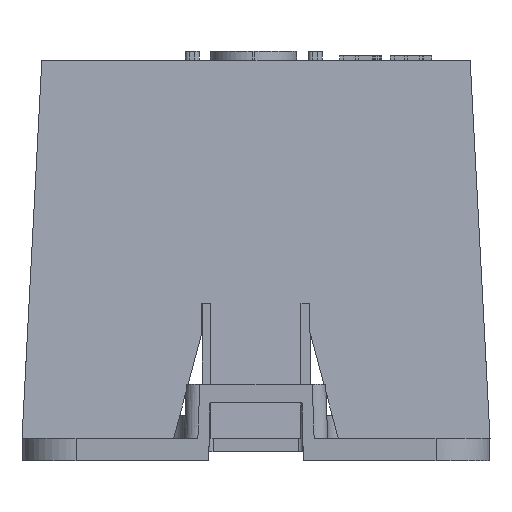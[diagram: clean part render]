
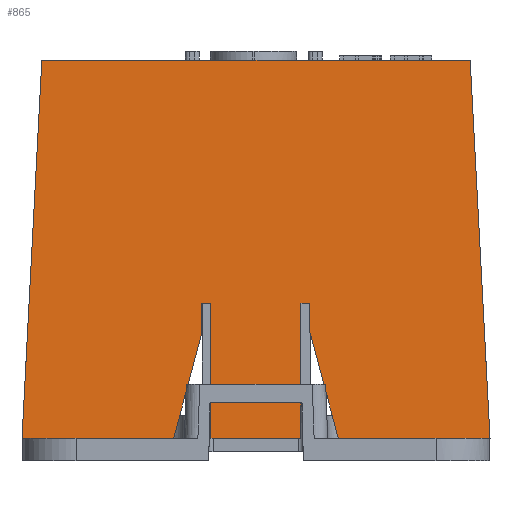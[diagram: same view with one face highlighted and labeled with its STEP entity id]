
A CAD part, left-side view. The second image highlights one B-rep face of the part: STEP entity #865.
In plain terms, the highlighted planar face has unit normal (-0.999, 0, 0.052).
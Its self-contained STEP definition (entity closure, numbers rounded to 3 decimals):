
#865=ADVANCED_FACE('',(#3389),#41882,.T.);
#3389=FACE_OUTER_BOUND('',#5950,.T.);
#5950=EDGE_LOOP('',(#11766,#11767,#11768,#11769,#11770,#11771,#11772,#11773,
#11774,#11775,#11776,#11777,#11778,#11779));
#11766=ORIENTED_EDGE('',*,*,#24184,.T.);
#11767=ORIENTED_EDGE('',*,*,#24193,.T.);
#11768=ORIENTED_EDGE('',*,*,#24192,.T.);
#11769=ORIENTED_EDGE('',*,*,#24191,.T.);
#11770=ORIENTED_EDGE('',*,*,#24190,.T.);
#11771=ORIENTED_EDGE('',*,*,#24189,.T.);
#11772=ORIENTED_EDGE('',*,*,#24188,.T.);
#11773=ORIENTED_EDGE('',*,*,#24187,.T.);
#11774=ORIENTED_EDGE('',*,*,#24186,.T.);
#11775=ORIENTED_EDGE('',*,*,#24185,.T.);
#11776=ORIENTED_EDGE('',*,*,#24180,.F.);
#11777=ORIENTED_EDGE('',*,*,#24161,.F.);
#11778=ORIENTED_EDGE('',*,*,#24232,.F.);
#11779=ORIENTED_EDGE('',*,*,#24111,.F.);
#24111=EDGE_CURVE('',#37811,#37810,#31050,.T.);
#24161=EDGE_CURVE('',#37849,#37848,#31100,.T.);
#24180=EDGE_CURVE('',#37848,#37860,#31119,.T.);
#24184=EDGE_CURVE('',#37811,#37862,#31123,.T.);
#24185=EDGE_CURVE('',#37863,#37860,#31124,.T.);
#24186=EDGE_CURVE('',#37864,#37863,#31125,.T.);
#24187=EDGE_CURVE('',#37865,#37864,#31126,.T.);
#24188=EDGE_CURVE('',#37866,#37865,#31127,.T.);
#24189=EDGE_CURVE('',#37867,#37866,#31128,.T.);
#24190=EDGE_CURVE('',#37868,#37867,#31129,.T.);
#24191=EDGE_CURVE('',#37869,#37868,#31130,.T.);
#24192=EDGE_CURVE('',#37870,#37869,#31131,.T.);
#24193=EDGE_CURVE('',#37862,#37870,#31132,.T.);
#24232=EDGE_CURVE('',#37810,#37849,#31171,.T.);
#31050=B_SPLINE_CURVE_WITH_KNOTS('',1,(#63644,#63645),.UNSPECIFIED.,.F.,
 .F.,(2,2),(0.,42.115),.UNSPECIFIED.);
#31100=B_SPLINE_CURVE_WITH_KNOTS('',1,(#63744,#63745),.UNSPECIFIED.,.F.,
 .F.,(2,2),(-42.115,0.),.UNSPECIFIED.);
#31119=B_SPLINE_CURVE_WITH_KNOTS('',1,(#63782,#63783),.UNSPECIFIED.,.F.,
 .F.,(2,2),(-16.85,0.),.UNSPECIFIED.);
#31123=B_SPLINE_CURVE_WITH_KNOTS('',1,(#63790,#63791),.UNSPECIFIED.,.F.,
 .F.,(2,2),(0.,16.85),.UNSPECIFIED.);
#31124=B_SPLINE_CURVE_WITH_KNOTS('',1,(#63792,#63793),.UNSPECIFIED.,.F.,
 .F.,(2,2),(0.,12.186),.UNSPECIFIED.);
#31125=B_SPLINE_CURVE_WITH_KNOTS('',1,(#63794,#63795),.UNSPECIFIED.,.F.,
 .F.,(2,2),(-3.248,0.),.UNSPECIFIED.);
#31126=B_SPLINE_CURVE_WITH_KNOTS('',1,(#63796,#63797),.UNSPECIFIED.,.F.,
 .F.,(2,2),(-1.,0.),.UNSPECIFIED.);
#31127=B_SPLINE_CURVE_WITH_KNOTS('',1,(#63798,#63799),.UNSPECIFIED.,.F.,
 .F.,(2,2),(-15.021,0.),.UNSPECIFIED.);
#31128=B_SPLINE_CURVE_WITH_KNOTS('',1,(#63800,#63801),.UNSPECIFIED.,.F.,
 .F.,(2,2),(0.,10.),.UNSPECIFIED.);
#31129=B_SPLINE_CURVE_WITH_KNOTS('',1,(#63802,#63803),.UNSPECIFIED.,.F.,
 .F.,(2,2),(-15.021,0.),.UNSPECIFIED.);
#31130=B_SPLINE_CURVE_WITH_KNOTS('',1,(#63804,#63805),.UNSPECIFIED.,.F.,
 .F.,(2,2),(-1.,0.),.UNSPECIFIED.);
#31131=B_SPLINE_CURVE_WITH_KNOTS('',1,(#63806,#63807),.UNSPECIFIED.,.F.,
 .F.,(2,2),(-3.248,0.),.UNSPECIFIED.);
#31132=B_SPLINE_CURVE_WITH_KNOTS('',1,(#63808,#63809),.UNSPECIFIED.,.F.,
 .F.,(2,2),(0.,12.186),.UNSPECIFIED.);
#31171=B_SPLINE_CURVE_WITH_KNOTS('',1,(#63886,#63887),.UNSPECIFIED.,.F.,
 .F.,(2,2),(-47.598,0.),.UNSPECIFIED.);
#37810=VERTEX_POINT('',#60452);
#37811=VERTEX_POINT('',#60453);
#37848=VERTEX_POINT('',#60490);
#37849=VERTEX_POINT('',#60491);
#37860=VERTEX_POINT('',#60502);
#37862=VERTEX_POINT('',#60504);
#37863=VERTEX_POINT('',#60505);
#37864=VERTEX_POINT('',#60506);
#37865=VERTEX_POINT('',#60507);
#37866=VERTEX_POINT('',#60508);
#37867=VERTEX_POINT('',#60509);
#37868=VERTEX_POINT('',#60510);
#37869=VERTEX_POINT('',#60511);
#37870=VERTEX_POINT('',#60512);
#41882=PLANE('',#44583);
#44583=AXIS2_PLACEMENT_3D('',#58323,#46824,$);
#46824=DIRECTION('',(-0.999,0.,0.052));
#58323=CARTESIAN_POINT('',(-0.233,-31.44,-4.452));
#60452=CARTESIAN_POINT('',(2.201,23.799,42.));
#60453=CARTESIAN_POINT('',(0.,26.,0.));
#60490=CARTESIAN_POINT('',(0.,-26.,0.));
#60491=CARTESIAN_POINT('',(2.201,-23.799,42.));
#60502=CARTESIAN_POINT('',(0.,-9.15,0.));
#60504=CARTESIAN_POINT('',(0.,9.15,0.));
#60505=CARTESIAN_POINT('',(0.616,-6.,11.756));
#60506=CARTESIAN_POINT('',(0.786,-6.,15.));
#60507=CARTESIAN_POINT('',(0.786,-5.,15.));
#60508=CARTESIAN_POINT('',(0.,-5.,0.));
#60509=CARTESIAN_POINT('',(0.,5.,0.));
#60510=CARTESIAN_POINT('',(0.786,5.,15.));
#60511=CARTESIAN_POINT('',(0.786,6.,15.));
#60512=CARTESIAN_POINT('',(0.616,6.,11.756));
#63644=CARTESIAN_POINT('',(0.,26.,0.));
#63645=CARTESIAN_POINT('',(2.201,23.799,42.));
#63744=CARTESIAN_POINT('',(2.201,-23.799,42.));
#63745=CARTESIAN_POINT('',(0.,-26.,0.));
#63782=CARTESIAN_POINT('',(0.,-26.,0.));
#63783=CARTESIAN_POINT('',(0.,-9.15,0.));
#63790=CARTESIAN_POINT('',(0.,26.,0.));
#63791=CARTESIAN_POINT('',(0.,9.15,0.));
#63792=CARTESIAN_POINT('',(0.616,-6.,11.756));
#63793=CARTESIAN_POINT('',(0.,-9.15,0.));
#63794=CARTESIAN_POINT('',(0.786,-6.,15.));
#63795=CARTESIAN_POINT('',(0.616,-6.,11.756));
#63796=CARTESIAN_POINT('',(0.786,-5.,15.));
#63797=CARTESIAN_POINT('',(0.786,-6.,15.));
#63798=CARTESIAN_POINT('',(0.,-5.,0.));
#63799=CARTESIAN_POINT('',(0.786,-5.,15.));
#63800=CARTESIAN_POINT('',(0.,5.,0.));
#63801=CARTESIAN_POINT('',(0.,-5.,0.));
#63802=CARTESIAN_POINT('',(0.786,5.,15.));
#63803=CARTESIAN_POINT('',(0.,5.,0.));
#63804=CARTESIAN_POINT('',(0.786,6.,15.));
#63805=CARTESIAN_POINT('',(0.786,5.,15.));
#63806=CARTESIAN_POINT('',(0.616,6.,11.756));
#63807=CARTESIAN_POINT('',(0.786,6.,15.));
#63808=CARTESIAN_POINT('',(0.,9.15,0.));
#63809=CARTESIAN_POINT('',(0.616,6.,11.756));
#63886=CARTESIAN_POINT('',(2.201,23.799,42.));
#63887=CARTESIAN_POINT('',(2.201,-23.799,42.));
